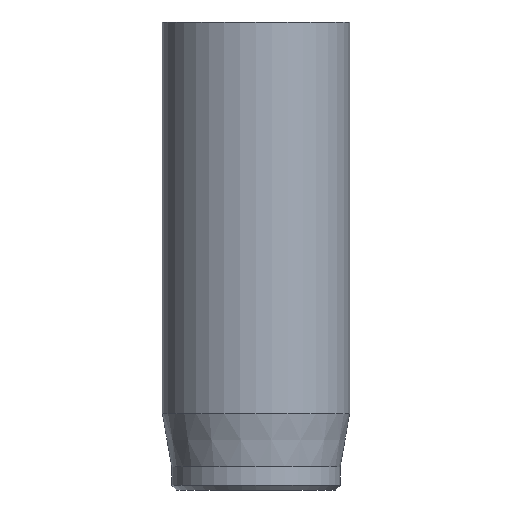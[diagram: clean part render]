
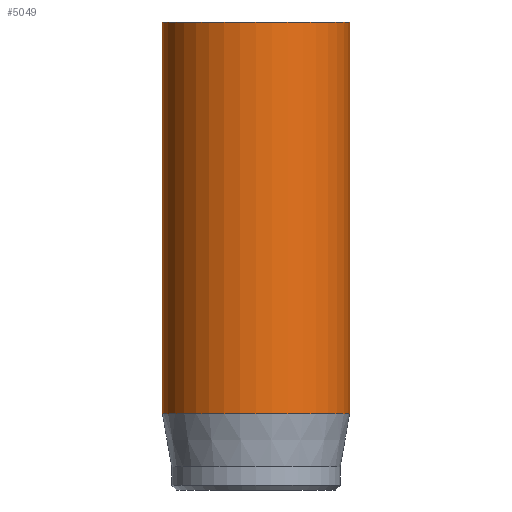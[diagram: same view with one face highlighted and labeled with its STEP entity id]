
A CAD part, front view. The second image highlights one B-rep face of the part: STEP entity #5049.
In plain terms, the highlighted cylindrical face has radius 4 mm (diameter 8 mm), a full revolution.
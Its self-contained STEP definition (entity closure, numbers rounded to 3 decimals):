
#32=CYLINDRICAL_SURFACE('',#5242,4.);
#47=CIRCLE('',#5205,4.);
#63=CIRCLE('',#5240,4.);
#64=CIRCLE('',#5241,4.);
#469=FACE_OUTER_BOUND('',#777,.T.);
#777=EDGE_LOOP('',(#4521,#4522,#4523,#4524,#4525));
#1154=LINE('',#9534,#1537);
#1537=VECTOR('',#5871,4.);
#2340=VERTEX_POINT('',#9469);
#2356=VERTEX_POINT('',#9528);
#2357=VERTEX_POINT('',#9529);
#3059=EDGE_CURVE('',#2340,#2340,#47,.T.);
#3083=EDGE_CURVE('',#2356,#2357,#63,.T.);
#3084=EDGE_CURVE('',#2357,#2356,#64,.T.);
#3086=EDGE_CURVE('',#2340,#2356,#1154,.T.);
#4521=ORIENTED_EDGE('',*,*,#3059,.T.);
#4522=ORIENTED_EDGE('',*,*,#3086,.T.);
#4523=ORIENTED_EDGE('',*,*,#3083,.T.);
#4524=ORIENTED_EDGE('',*,*,#3084,.T.);
#4525=ORIENTED_EDGE('',*,*,#3086,.F.);
#5049=ADVANCED_FACE('',(#469),#32,.T.);
#5205=AXIS2_PLACEMENT_3D('',#9470,#5786,#5787);
#5240=AXIS2_PLACEMENT_3D('',#9530,#5864,#5865);
#5241=AXIS2_PLACEMENT_3D('',#9531,#5866,#5867);
#5242=AXIS2_PLACEMENT_3D('',#9533,#5869,#5870);
#5786=DIRECTION('center_axis',(0.,0.,-1.));
#5787=DIRECTION('ref_axis',(-1.,0.,0.));
#5864=DIRECTION('center_axis',(0.,0.,1.));
#5865=DIRECTION('ref_axis',(-1.,0.,0.));
#5866=DIRECTION('center_axis',(0.,0.,1.));
#5867=DIRECTION('ref_axis',(-1.,0.,0.));
#5869=DIRECTION('center_axis',(0.,0.,1.));
#5870=DIRECTION('ref_axis',(-1.,0.,0.));
#5871=DIRECTION('',(0.,0.,-1.));
#9469=CARTESIAN_POINT('',(4.,0.,20.));
#9470=CARTESIAN_POINT('Origin',(0.,0.,20.));
#9528=CARTESIAN_POINT('',(4.,0.,3.269));
#9529=CARTESIAN_POINT('',(-4.,0.,3.269));
#9530=CARTESIAN_POINT('Origin',(0.,0.,3.269));
#9531=CARTESIAN_POINT('Origin',(0.,0.,3.269));
#9533=CARTESIAN_POINT('Origin',(0.,0.,0.));
#9534=CARTESIAN_POINT('',(4.,0.,0.));
